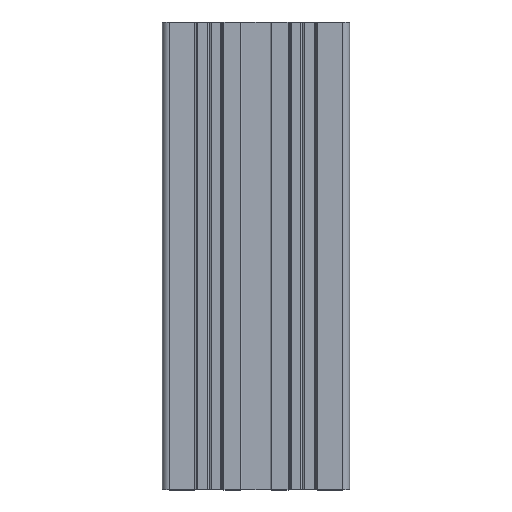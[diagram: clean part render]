
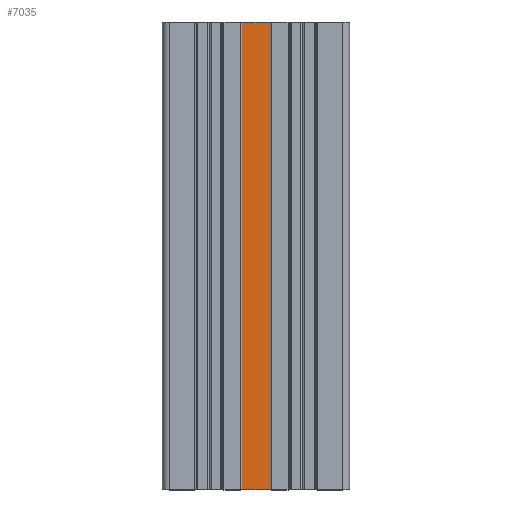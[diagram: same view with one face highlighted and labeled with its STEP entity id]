
A CAD part, top view. The second image highlights one B-rep face of the part: STEP entity #7035.
In plain terms, the highlighted planar face has unit normal (0, 0, 1).
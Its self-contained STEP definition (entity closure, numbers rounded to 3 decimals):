
#171 = CARTESIAN_POINT ( 'NONE',  ( 6., 0., 19. ) ) ;
#558 = CARTESIAN_POINT ( 'NONE',  ( 6., 0., 19. ) ) ;
#746 = VECTOR ( 'NONE', #2761, 1000. ) ;
#792 = CARTESIAN_POINT ( 'NONE',  ( 6., 200., 19. ) ) ;
#1585 = VERTEX_POINT ( 'NONE', #171 ) ;
#1992 = FACE_OUTER_BOUND ( 'NONE', #2463, .T. ) ;
#2098 = DIRECTION ( 'NONE',  ( 0., 0., 1. ) ) ;
#2100 = DIRECTION ( 'NONE',  ( 0., 1., 0. ) ) ;
#2174 = LINE ( 'NONE', #3769, #2401 ) ;
#2401 = VECTOR ( 'NONE', #8967, 1000. ) ;
#2456 = VERTEX_POINT ( 'NONE', #792 ) ;
#2462 = EDGE_CURVE ( 'NONE', #4858, #5001, #2174, .T. ) ;
#2463 = EDGE_LOOP ( 'NONE', ( #8149, #3153, #9131, #7418 ) ) ;
#2703 = LINE ( 'NONE', #2730, #746 ) ;
#2730 = CARTESIAN_POINT ( 'NONE',  ( -6., 0., 19. ) ) ;
#2761 = DIRECTION ( 'NONE',  ( 1., 0., 0. ) ) ;
#2792 = PLANE ( 'NONE',  #8539 ) ;
#3153 = ORIENTED_EDGE ( 'NONE', *, *, #8455, .T. ) ;
#3769 = CARTESIAN_POINT ( 'NONE',  ( -6., 0., 19. ) ) ;
#4255 = DIRECTION ( 'NONE',  ( 1., 0., 0. ) ) ;
#4660 = DIRECTION ( 'NONE',  ( 1., 0., 0. ) ) ;
#4858 = VERTEX_POINT ( 'NONE', #7647 ) ;
#4892 = CARTESIAN_POINT ( 'NONE',  ( -6., 0., 19. ) ) ;
#5001 = VERTEX_POINT ( 'NONE', #4892 ) ;
#6125 = LINE ( 'NONE', #6170, #7649 ) ;
#6170 = CARTESIAN_POINT ( 'NONE',  ( 0., 200., 19. ) ) ;
#6690 = VECTOR ( 'NONE', #2100, 1000. ) ;
#7035 = ADVANCED_FACE ( 'NONE', ( #1992 ), #2792, .T. ) ;
#7216 = CARTESIAN_POINT ( 'NONE',  ( -6., 0., 19. ) ) ;
#7418 = ORIENTED_EDGE ( 'NONE', *, *, #2462, .T. ) ;
#7647 = CARTESIAN_POINT ( 'NONE',  ( -6., 200., 19. ) ) ;
#7649 = VECTOR ( 'NONE', #4660, 1000. ) ;
#8095 = LINE ( 'NONE', #558, #6690 ) ;
#8149 = ORIENTED_EDGE ( 'NONE', *, *, #8858, .T. ) ;
#8455 = EDGE_CURVE ( 'NONE', #1585, #2456, #8095, .T. ) ;
#8539 = AXIS2_PLACEMENT_3D ( 'NONE', #7216, #2098, #4255 ) ;
#8679 = EDGE_CURVE ( 'NONE', #4858, #2456, #6125, .T. ) ;
#8858 = EDGE_CURVE ( 'NONE', #5001, #1585, #2703, .T. ) ;
#8967 = DIRECTION ( 'NONE',  ( 0., -1., 0. ) ) ;
#9131 = ORIENTED_EDGE ( 'NONE', *, *, #8679, .F. ) ;
